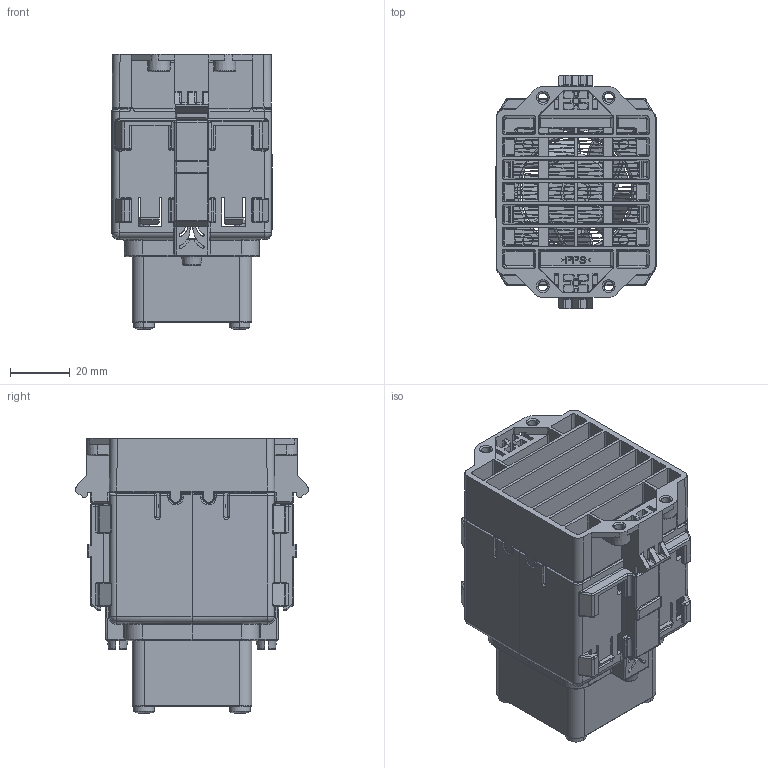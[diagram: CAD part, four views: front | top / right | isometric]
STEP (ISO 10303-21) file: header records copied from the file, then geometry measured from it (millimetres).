
FILE_DESCRIPTION((''),'2;1');
FILE_NAME('KH401_ASM','2015-03-09T',('alexcam'),(''),'PRO/ENGINEER BY PARAMETRIC TECHNOLOGY CORPORATION, 2010040','PRO/ENGINEER BY PARAMETRIC TECHNOLOGY CORPORATION, 2010040','');
FILE_SCHEMA(('CONFIG_CONTROL_DESIGN'));
Products named in the file (12): KH401_GRILLE; TIANCHENG_PTC_SLAB; TIANCHENG_PTC_FIN; TIANCHENG_PTC_TERM; TIANCHENG_PTC_HEATER_ASM; KH401_HOUSING; COFAN_40X40X28_HOUSING; COFAN_40X40X28_IMPELLER; COFAN_40X40X28_ASM; WUERTH_423035_35_3_5X35_-_ST_P3; LABEL_HOT_SURFACE; KH401_ASM
Assembly tree (21 placements, depth 3):
  KH401_ASM
    KH401_GRILLE
    TIANCHENG_PTC_HEATER_ASM
      TIANCHENG_PTC_SLAB  x2
      TIANCHENG_PTC_FIN  x4
      TIANCHENG_PTC_TERM  x3
    KH401_HOUSING  x2
    COFAN_40X40X28_ASM
      COFAN_40X40X28_HOUSING
      COFAN_40X40X28_IMPELLER
    WUERTH_423035_35_3_5X35_-_ST_P3  x4
    LABEL_HOT_SURFACE
Bounding box: 53.67 x 78.2 x 92.02 mm (x, y, z)
Volume: 76840.2 mm3; surface area: 126440.3 mm2
Topology: 83 solids, 83 shells, 6199 faces, 14783 edges, 8769 vertices
Faces by surface type: plane 4032, cylinder 1566, bspline 245, sphere 125, cone 118, torus 113
Entity records: 96105 total; most frequent: CARTESIAN_POINT 26492, ORIENTED_EDGE 14988, DIRECTION 13468, EDGE_CURVE 7494, VECTOR 5182, LINE 5182, VERTEX_POINT 4583, AXIS2_PLACEMENT_3D 4143
